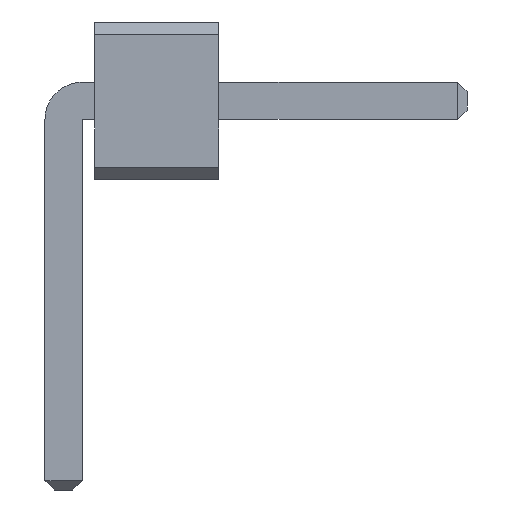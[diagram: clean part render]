
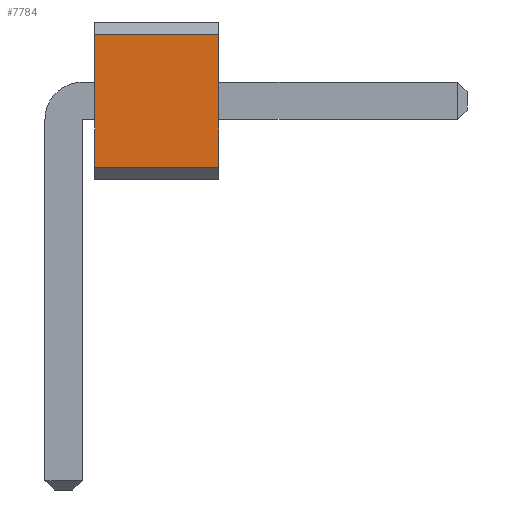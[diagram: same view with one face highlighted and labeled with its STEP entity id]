
A CAD part, front view. The second image highlights one B-rep face of the part: STEP entity #7784.
In plain terms, the highlighted planar face has unit normal (0, -1, 0).
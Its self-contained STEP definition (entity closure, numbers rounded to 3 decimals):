
#814 = VERTEX_POINT('',#815);
#815 = CARTESIAN_POINT('',(0.25,-28.5,1.17));
#821 = EDGE_CURVE('',#822,#814,#824,.T.);
#822 = VERTEX_POINT('',#823);
#823 = CARTESIAN_POINT('',(0.25,-28.5,0.1));
#824 = LINE('',#825,#826);
#825 = CARTESIAN_POINT('',(0.25,-28.5,0.1));
#826 = VECTOR('',#827,1.);
#827 = DIRECTION('',(0.,0.,1.));
#3193 = VERTEX_POINT('',#3194);
#3194 = CARTESIAN_POINT('',(1.25,-28.5,1.17));
#3200 = EDGE_CURVE('',#3201,#3193,#3203,.T.);
#3201 = VERTEX_POINT('',#3202);
#3202 = CARTESIAN_POINT('',(1.25,-28.5,0.1));
#3203 = LINE('',#3204,#3205);
#3204 = CARTESIAN_POINT('',(1.25,-28.5,0.1));
#3205 = VECTOR('',#3206,1.);
#3206 = DIRECTION('',(0.,0.,1.));
#7756 = EDGE_CURVE('',#822,#3201,#7757,.T.);
#7757 = LINE('',#7758,#7759);
#7758 = CARTESIAN_POINT('',(0.25,-28.5,0.1));
#7759 = VECTOR('',#7760,1.);
#7760 = DIRECTION('',(1.,0.,0.));
#7784 = ADVANCED_FACE('',(#7785),#7796,.T.);
#7785 = FACE_BOUND('',#7786,.T.);
#7786 = EDGE_LOOP('',(#7787,#7788,#7789,#7795));
#7787 = ORIENTED_EDGE('',*,*,#7756,.T.);
#7788 = ORIENTED_EDGE('',*,*,#3200,.T.);
#7789 = ORIENTED_EDGE('',*,*,#7790,.F.);
#7790 = EDGE_CURVE('',#814,#3193,#7791,.T.);
#7791 = LINE('',#7792,#7793);
#7792 = CARTESIAN_POINT('',(0.25,-28.5,1.17));
#7793 = VECTOR('',#7794,1.);
#7794 = DIRECTION('',(1.,0.,0.));
#7795 = ORIENTED_EDGE('',*,*,#821,.F.);
#7796 = PLANE('',#7797);
#7797 = AXIS2_PLACEMENT_3D('',#7798,#7799,#7800);
#7798 = CARTESIAN_POINT('',(0.25,-28.5,0.1));
#7799 = DIRECTION('',(0.,-1.,0.));
#7800 = DIRECTION('',(0.,0.,1.));
